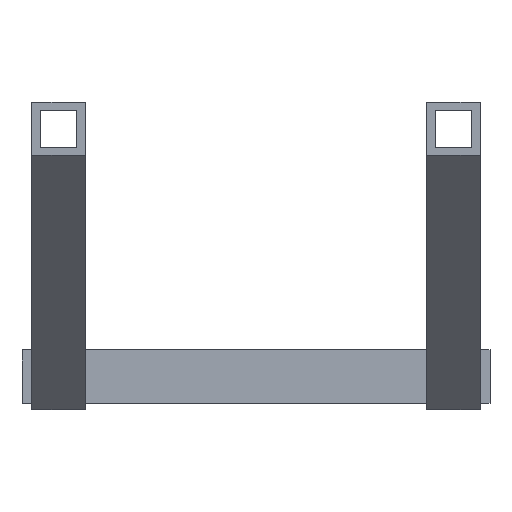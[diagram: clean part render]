
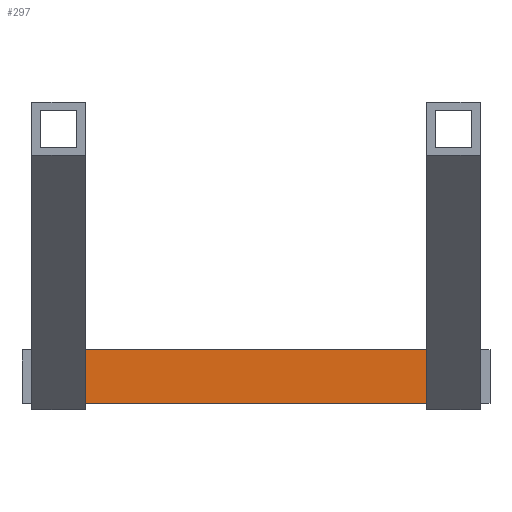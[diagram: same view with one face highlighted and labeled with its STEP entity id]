
A CAD part, front view. The second image highlights one B-rep face of the part: STEP entity #297.
In plain terms, the highlighted planar face has unit normal (0, -1, 0).
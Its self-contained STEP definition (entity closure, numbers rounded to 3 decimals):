
#29 = CARTESIAN_POINT ( 'NONE',  ( -40.65, -6.35, 12.7 ) ) ;
#37 = DIRECTION ( 'NONE',  ( 0., 0., 1. ) ) ;
#53 = ORIENTED_EDGE ( 'NONE', *, *, #1062, .F. ) ;
#216 = CARTESIAN_POINT ( 'NONE',  ( -40.65, -6.35, 12.7 ) ) ;
#297 = ADVANCED_FACE ( 'NONE', ( #813 ), #1492, .F. ) ;
#344 = VERTEX_POINT ( 'NONE', #216 ) ;
#362 = DIRECTION ( 'NONE',  ( 1., 0., 0. ) ) ;
#393 = DIRECTION ( 'NONE',  ( 0., 0., -1. ) ) ;
#403 = EDGE_CURVE ( 'NONE', #515, #1742, #543, .T. ) ;
#440 = EDGE_LOOP ( 'NONE', ( #1497, #1770, #1750, #53 ) ) ;
#451 = AXIS2_PLACEMENT_3D ( 'NONE', #1671, #2190, #653 ) ;
#467 = VECTOR ( 'NONE', #393, 1000. ) ;
#515 = VERTEX_POINT ( 'NONE', #573 ) ;
#536 = LINE ( 'NONE', #1783, #677 ) ;
#543 = LINE ( 'NONE', #870, #1242 ) ;
#572 = LINE ( 'NONE', #29, #467 ) ;
#573 = CARTESIAN_POINT ( 'NONE',  ( -40.65, -6.35, 0. ) ) ;
#653 = DIRECTION ( 'NONE',  ( 0., 0., 1. ) ) ;
#677 = VECTOR ( 'NONE', #1246, 1000. ) ;
#763 = VECTOR ( 'NONE', #37, 1000. ) ;
#813 = FACE_OUTER_BOUND ( 'NONE', #440, .T. ) ;
#870 = CARTESIAN_POINT ( 'NONE',  ( 0., -6.35, 0. ) ) ;
#996 = CARTESIAN_POINT ( 'NONE',  ( 40.65, -6.35, 12.7 ) ) ;
#1059 = LINE ( 'NONE', #1403, #763 ) ;
#1062 = EDGE_CURVE ( 'NONE', #344, #1845, #536, .T. ) ;
#1177 = CARTESIAN_POINT ( 'NONE',  ( 40.65, -6.35, 0. ) ) ;
#1242 = VECTOR ( 'NONE', #362, 1000. ) ;
#1246 = DIRECTION ( 'NONE',  ( 1., 0., 0. ) ) ;
#1403 = CARTESIAN_POINT ( 'NONE',  ( 40.65, -6.35, -1.582 ) ) ;
#1458 = EDGE_CURVE ( 'NONE', #344, #515, #572, .T. ) ;
#1492 = PLANE ( 'NONE',  #451 ) ;
#1497 = ORIENTED_EDGE ( 'NONE', *, *, #1458, .T. ) ;
#1671 = CARTESIAN_POINT ( 'NONE',  ( 0., -6.35, 12.7 ) ) ;
#1738 = EDGE_CURVE ( 'NONE', #1742, #1845, #1059, .T. ) ;
#1742 = VERTEX_POINT ( 'NONE', #1177 ) ;
#1750 = ORIENTED_EDGE ( 'NONE', *, *, #1738, .T. ) ;
#1770 = ORIENTED_EDGE ( 'NONE', *, *, #403, .T. ) ;
#1783 = CARTESIAN_POINT ( 'NONE',  ( 0., -6.35, 12.7 ) ) ;
#1845 = VERTEX_POINT ( 'NONE', #996 ) ;
#2190 = DIRECTION ( 'NONE',  ( 0., 1., 0. ) ) ;
